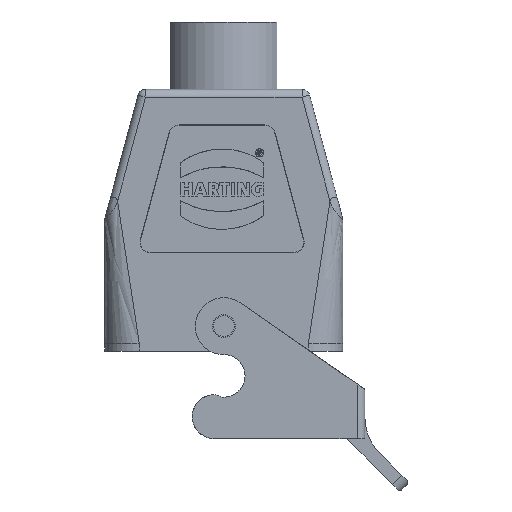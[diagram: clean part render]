
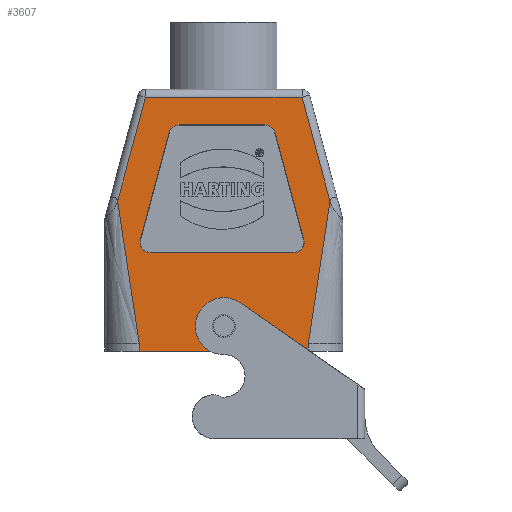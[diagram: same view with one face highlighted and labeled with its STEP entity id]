
A CAD part, front view. The second image highlights one B-rep face of the part: STEP entity #3607.
In plain terms, the highlighted planar face has unit normal (0, -1, 0).
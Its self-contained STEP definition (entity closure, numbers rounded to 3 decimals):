
#2084=LINE('',#10211,#2646);
#2087=LINE('',#10219,#2649);
#2088=LINE('',#10221,#2650);
#2338=LINE('',#11013,#2900);
#2342=LINE('',#11023,#2904);
#2345=LINE('',#11031,#2907);
#2348=LINE('',#11039,#2910);
#2448=LINE('',#11749,#3010);
#2450=LINE('',#11770,#3012);
#2452=LINE('',#11780,#3014);
#2454=LINE('',#11796,#3016);
#2468=LINE('',#12329,#3030);
#2470=LINE('',#12340,#3032);
#2471=LINE('',#12343,#3033);
#2472=LINE('',#12344,#3034);
#2646=VECTOR('',#8601,1.);
#2649=VECTOR('',#8610,1.);
#2650=VECTOR('',#8613,1.);
#2900=VECTOR('',#9113,1.);
#2904=VECTOR('',#9123,1.);
#2907=VECTOR('',#9132,1.);
#2910=VECTOR('',#9141,1.);
#3010=VECTOR('',#9481,1.);
#3012=VECTOR('',#9491,1.);
#3014=VECTOR('',#9503,1.);
#3016=VECTOR('',#9509,1.);
#3030=VECTOR('',#9547,1.);
#3032=VECTOR('',#9551,1.);
#3033=VECTOR('',#9552,1.);
#3034=VECTOR('',#9553,1.);
#3345=FACE_BOUND('',#4428,.T.);
#3346=FACE_BOUND('',#4429,.T.);
#3347=FACE_BOUND('',#4430,.T.);
#3607=ADVANCED_FACE('',(#3345,#3346,#3347),#3840,.T.);
#3840=PLANE('',#8300);
#4428=EDGE_LOOP('',(#5631,#5632,#5633,#5634));
#4429=EDGE_LOOP('',(#5635,#5636,#5637,#5638,#5639,#5640,#5641,#5642));
#4430=EDGE_LOOP('',(#5643,#5644,#5645,#5646,#5647,#5648,#5649,#5650));
#5631=ORIENTED_EDGE('',*,*,#6742,.T.);
#5632=ORIENTED_EDGE('',*,*,#6737,.T.);
#5633=ORIENTED_EDGE('',*,*,#6739,.T.);
#5634=ORIENTED_EDGE('',*,*,#6741,.T.);
#5635=ORIENTED_EDGE('',*,*,#7040,.T.);
#5636=ORIENTED_EDGE('',*,*,#7026,.T.);
#5637=ORIENTED_EDGE('',*,*,#7029,.T.);
#5638=ORIENTED_EDGE('',*,*,#7031,.T.);
#5639=ORIENTED_EDGE('',*,*,#7033,.T.);
#5640=ORIENTED_EDGE('',*,*,#7035,.T.);
#5641=ORIENTED_EDGE('',*,*,#7037,.T.);
#5642=ORIENTED_EDGE('',*,*,#7039,.T.);
#5643=ORIENTED_EDGE('',*,*,#7253,.F.);
#5644=ORIENTED_EDGE('',*,*,#7254,.T.);
#5645=ORIENTED_EDGE('',*,*,#7250,.T.);
#5646=ORIENTED_EDGE('',*,*,#7209,.T.);
#5647=ORIENTED_EDGE('',*,*,#7214,.T.);
#5648=ORIENTED_EDGE('',*,*,#7219,.T.);
#5649=ORIENTED_EDGE('',*,*,#7223,.T.);
#5650=ORIENTED_EDGE('',*,*,#7255,.T.);
#6180=VERTEX_POINT('',#10208);
#6181=VERTEX_POINT('',#10210);
#6182=VERTEX_POINT('',#10214);
#6183=VERTEX_POINT('',#10218);
#6376=VERTEX_POINT('',#11012);
#6377=VERTEX_POINT('',#11014);
#6378=VERTEX_POINT('',#11018);
#6379=VERTEX_POINT('',#11022);
#6380=VERTEX_POINT('',#11026);
#6381=VERTEX_POINT('',#11030);
#6382=VERTEX_POINT('',#11034);
#6383=VERTEX_POINT('',#11038);
#6505=VERTEX_POINT('',#11750);
#6506=VERTEX_POINT('',#11751);
#6508=VERTEX_POINT('',#11771);
#6511=VERTEX_POINT('',#11781);
#6514=VERTEX_POINT('',#11795);
#6526=VERTEX_POINT('',#12330);
#6528=VERTEX_POINT('',#12341);
#6529=VERTEX_POINT('',#12342);
#6737=EDGE_CURVE('',#6180,#6181,#2084,.T.);
#6739=EDGE_CURVE('',#6181,#6182,#7487,.T.);
#6741=EDGE_CURVE('',#6182,#6183,#2087,.T.);
#6742=EDGE_CURVE('',#6183,#6180,#2088,.T.);
#7026=EDGE_CURVE('',#6377,#6376,#2338,.T.);
#7029=EDGE_CURVE('',#6376,#6378,#7510,.T.);
#7031=EDGE_CURVE('',#6378,#6379,#2342,.T.);
#7033=EDGE_CURVE('',#6379,#6380,#7511,.T.);
#7035=EDGE_CURVE('',#6380,#6381,#2345,.T.);
#7037=EDGE_CURVE('',#6381,#6382,#7512,.T.);
#7039=EDGE_CURVE('',#6382,#6383,#2348,.T.);
#7040=EDGE_CURVE('',#6383,#6377,#7513,.T.);
#7209=EDGE_CURVE('',#6505,#6506,#2448,.T.);
#7214=EDGE_CURVE('',#6506,#6508,#2450,.T.);
#7219=EDGE_CURVE('',#6508,#6511,#2452,.T.);
#7223=EDGE_CURVE('',#6511,#6514,#2454,.T.);
#7250=EDGE_CURVE('',#6526,#6505,#2468,.T.);
#7253=EDGE_CURVE('',#6528,#6529,#2470,.T.);
#7254=EDGE_CURVE('',#6528,#6526,#2471,.T.);
#7255=EDGE_CURVE('',#6514,#6529,#2472,.T.);
#7487=CIRCLE('',#8019,3.327);
#7510=CIRCLE('',#8148,2.);
#7511=CIRCLE('',#8151,2.);
#7512=CIRCLE('',#8154,2.);
#7513=CIRCLE('',#8157,2.);
#8019=AXIS2_PLACEMENT_3D('',#10215,#8605,#8606);
#8148=AXIS2_PLACEMENT_3D('',#11019,#9118,#9119);
#8151=AXIS2_PLACEMENT_3D('',#11027,#9127,#9128);
#8154=AXIS2_PLACEMENT_3D('',#11035,#9136,#9137);
#8157=AXIS2_PLACEMENT_3D('',#11041,#9144,#9145);
#8300=AXIS2_PLACEMENT_3D('',#12345,#9554,#9555);
#8601=DIRECTION('',(0.,0.,1.));
#8605=DIRECTION('',(0.,1.,0.));
#8606=DIRECTION('',(-1.,0.,0.));
#8610=DIRECTION('',(0.,0.,-1.));
#8613=DIRECTION('',(-1.,0.,0.));
#9113=DIRECTION('',(-1.,0.,0.));
#9118=DIRECTION('',(0.,1.,0.));
#9119=DIRECTION('',(0.,0.,-1.));
#9123=DIRECTION('',(0.259,0.,0.966));
#9127=DIRECTION('',(0.,1.,0.));
#9128=DIRECTION('',(-0.966,0.,0.259));
#9132=DIRECTION('',(1.,0.,0.));
#9136=DIRECTION('',(0.,1.,0.));
#9137=DIRECTION('',(0.,0.,1.));
#9141=DIRECTION('',(0.259,0.,-0.966));
#9144=DIRECTION('',(0.,1.,0.));
#9145=DIRECTION('',(0.966,0.,0.259));
#9481=DIRECTION('',(-0.259,0.,0.966));
#9491=DIRECTION('',(-1.,0.,0.));
#9503=DIRECTION('',(-0.259,0.,-0.966));
#9509=DIRECTION('',(0.15,0.,-0.989));
#9547=DIRECTION('',(0.15,0.,0.989));
#9551=DIRECTION('',(-1.,0.,0.));
#9552=DIRECTION('',(0.,0.,1.));
#9553=DIRECTION('',(0.,0.,-1.));
#9554=DIRECTION('',(0.,-1.,0.));
#9555=DIRECTION('',(1.,0.,0.));
#10208=CARTESIAN_POINT('',(-3.327,-13.35,-8.1));
#10210=CARTESIAN_POINT('',(-3.327,-13.35,-4.75));
#10211=CARTESIAN_POINT('',(-3.327,-13.35,-8.1));
#10214=CARTESIAN_POINT('',(3.327,-13.35,-4.75));
#10215=CARTESIAN_POINT('',(0.,-13.35,-4.75));
#10218=CARTESIAN_POINT('',(3.327,-13.35,-8.1));
#10219=CARTESIAN_POINT('',(3.327,-13.35,-4.75));
#10221=CARTESIAN_POINT('',(3.327,-13.35,-8.1));
#11012=CARTESIAN_POINT('',(-14.156,-13.35,9.4));
#11013=CARTESIAN_POINT('',(13.476,-13.35,9.4));
#11014=CARTESIAN_POINT('',(13.476,-13.35,9.4));
#11018=CARTESIAN_POINT('',(-16.088,-13.35,11.918));
#11019=CARTESIAN_POINT('',(-14.156,-13.35,11.4));
#11022=CARTESIAN_POINT('',(-10.552,-13.35,32.576));
#11023=CARTESIAN_POINT('',(-16.088,-13.35,11.918));
#11026=CARTESIAN_POINT('',(-8.62,-13.35,34.059));
#11027=CARTESIAN_POINT('',(-8.62,-13.35,32.059));
#11030=CARTESIAN_POINT('',(7.94,-13.35,34.059));
#11031=CARTESIAN_POINT('',(-8.62,-13.35,34.059));
#11034=CARTESIAN_POINT('',(9.872,-13.35,32.576));
#11035=CARTESIAN_POINT('',(7.94,-13.35,32.059));
#11038=CARTESIAN_POINT('',(15.408,-13.35,11.918));
#11039=CARTESIAN_POINT('',(9.872,-13.35,32.576));
#11041=CARTESIAN_POINT('',(13.476,-13.35,11.4));
#11749=CARTESIAN_POINT('',(20.474,-13.35,19.345));
#11750=CARTESIAN_POINT('',(20.474,-13.35,19.345));
#11751=CARTESIAN_POINT('',(15.1,-13.35,39.4));
#11770=CARTESIAN_POINT('',(15.1,-13.35,39.4));
#11771=CARTESIAN_POINT('',(-15.1,-13.35,39.4));
#11780=CARTESIAN_POINT('',(-15.1,-13.35,39.4));
#11781=CARTESIAN_POINT('',(-20.474,-13.35,19.345));
#11795=CARTESIAN_POINT('',(-16.3,-13.35,-8.1));
#11796=CARTESIAN_POINT('',(-20.474,-13.35,19.345));
#12329=CARTESIAN_POINT('',(16.3,-13.35,-8.1));
#12330=CARTESIAN_POINT('',(16.3,-13.35,-8.1));
#12340=CARTESIAN_POINT('',(16.3,-13.35,-9.6));
#12341=CARTESIAN_POINT('',(16.3,-13.35,-9.6));
#12342=CARTESIAN_POINT('',(-16.3,-13.35,-9.6));
#12343=CARTESIAN_POINT('',(16.3,-13.35,-9.6));
#12344=CARTESIAN_POINT('',(-16.3,-13.35,-8.1));
#12345=CARTESIAN_POINT('',(-24.298,-13.35,-13.2));
